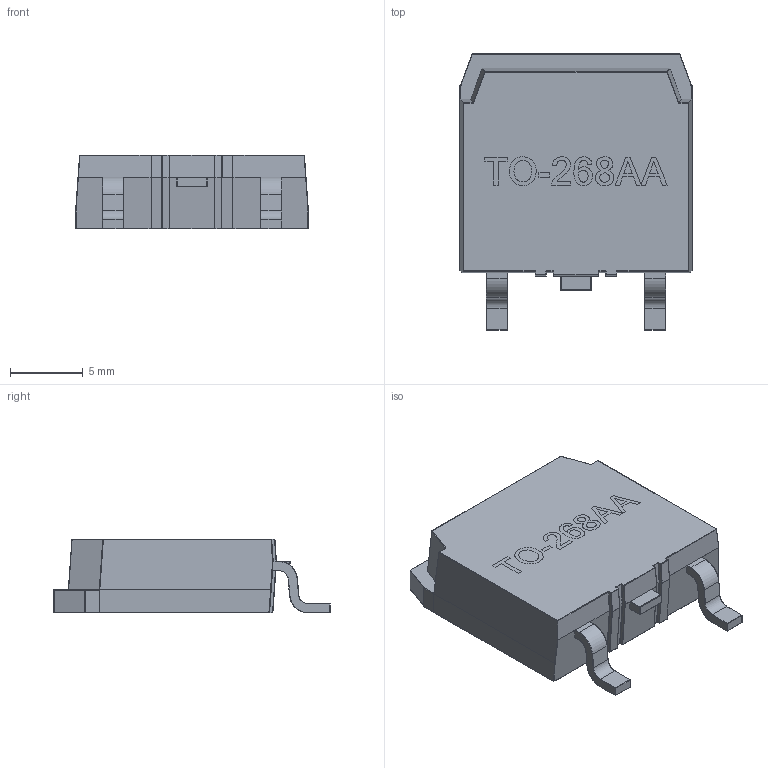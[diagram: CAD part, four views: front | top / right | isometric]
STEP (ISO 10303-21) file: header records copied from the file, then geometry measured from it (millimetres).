
FILE_DESCRIPTION (( 'STEP AP214' ), '1' );
FILE_NAME ('User Library-TO545P1905X510_HS-3.STEP', '2013-07-29T02:33:55', ( 'Windows User' ), ( '' ), 'SwSTEP 2.0', 'SolidWorks 2013', '' );
FILE_SCHEMA (( 'AUTOMOTIVE_DESIGN' ));
Length unit declared in the file: centimetre
Products named in the file (1): User Library-TO545P1905X510_HS-3
Bounding box: 16 x 19.05 x 5.1 mm (x, y, z)
Volume: 1147.4 mm3; surface area: 826.1 mm2
Topology: 1 solids, 1 shells, 334 faces, 876 edges, 523 vertices
Faces by surface type: cylinder 162, plane 86, bspline 86
Entity records: 15680 total; most frequent: CARTESIAN_POINT 4740, ORIENTED_EDGE 1684, DIRECTION 1256, EDGE_CURVE 842, VERTEX_POINT 523, AXIS2_PLACEMENT_3D 455, EDGE_LOOP 347, LINE 346
